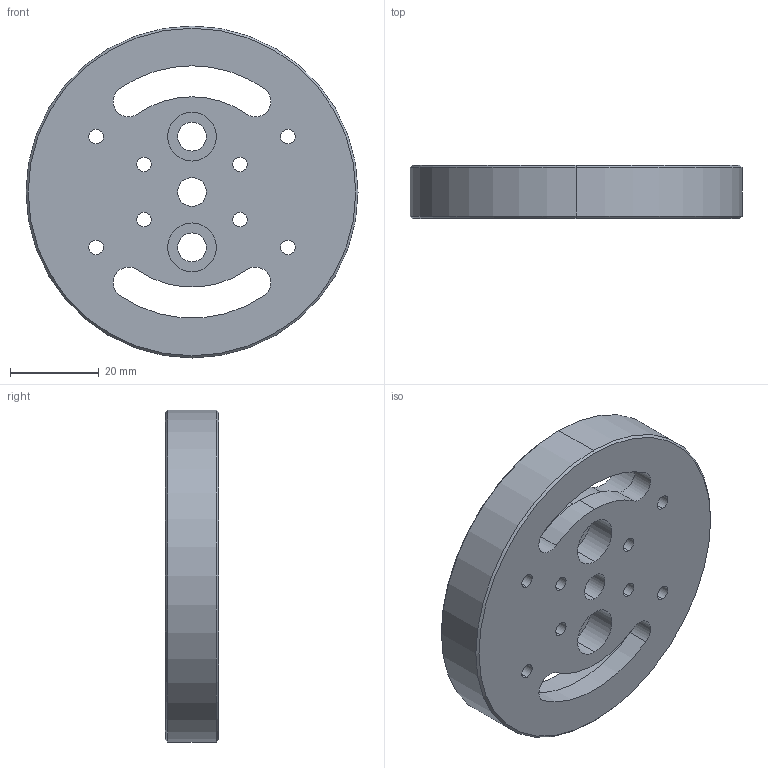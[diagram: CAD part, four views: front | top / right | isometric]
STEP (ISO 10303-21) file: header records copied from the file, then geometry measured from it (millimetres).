
FILE_DESCRIPTION (( 'STEP AP203' ), '1' );
FILE_NAME ('BP-9.step', '2019-05-09T08:56:13', ( '' ), ( '' ), 'SwSTEP 2.0', 'SolidWorks 2016', '' );
FILE_SCHEMA (( 'CONFIG_CONTROL_DESIGN' ));
Length unit declared in the file: millimetre
Products named in the file (1): BP-9
Bounding box: 75 x 12 x 75 mm (x, y, z)
Volume: 41121.3 mm3; surface area: 14368 mm2
Topology: 1 solids, 1 shells, 65 faces, 170 edges, 112 vertices
Faces by surface type: cylinder 54, plane 7, cone 4
Entity records: 2193 total; most frequent: DIRECTION 414, CARTESIAN_POINT 348, ORIENTED_EDGE 340, AXIS2_PLACEMENT_3D 178, EDGE_CURVE 170, VERTEX_POINT 112, CIRCLE 112, EDGE_LOOP 96
